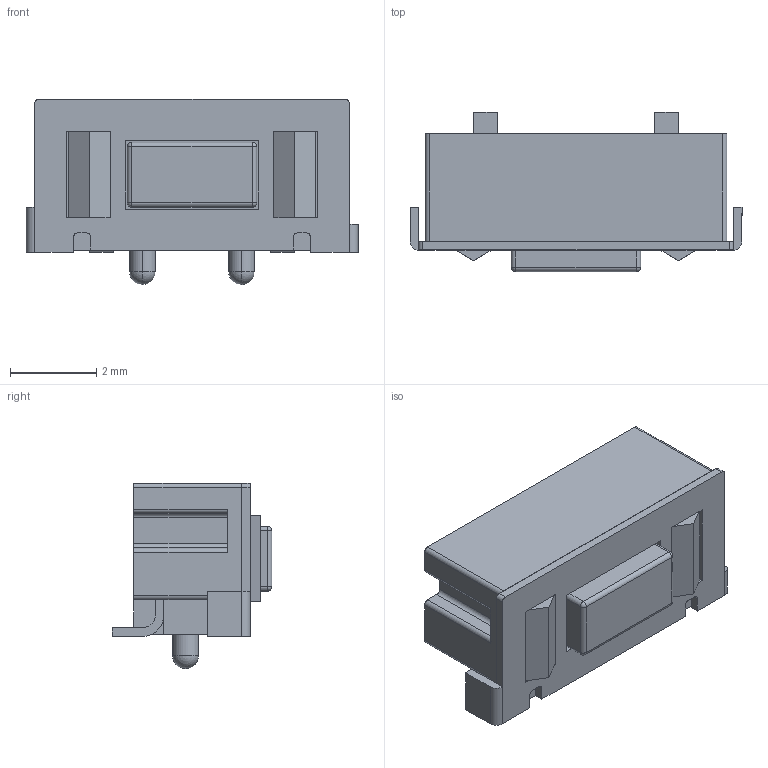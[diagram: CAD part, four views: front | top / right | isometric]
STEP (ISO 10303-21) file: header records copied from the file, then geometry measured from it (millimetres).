
FILE_DESCRIPTION (( 'STEP AP214' ), '1' );
FILE_NAME ('SW-SMD_SHOU_TS36CA-0.6.step', '2022-07-26T15:31:03', ( '' ), ( '' ), 'SwSTEP 2.0', 'SolidWorks 2020', '' );
FILE_SCHEMA (( 'AUTOMOTIVE_DESIGN' ));
Length unit declared in the file: millimetre
Products named in the file (1): SW-SMD_SHOU_TS36CA-0.6
Bounding box: 7.7 x 3.7 x 4.3 mm (x, y, z)
Volume: 63.4 mm3; surface area: 170.5 mm2
Topology: 17 solids, 17 shells, 437 faces, 1161 edges, 764 vertices
Faces by surface type: plane 279, bspline 112, cylinder 38, sphere 8
Entity records: 19504 total; most frequent: CARTESIAN_POINT 4481, ORIENTED_EDGE 2298, DIRECTION 1647, EDGE_CURVE 1149, VECTOR 839, LINE 839, VERTEX_POINT 760, EDGE_LOOP 469
